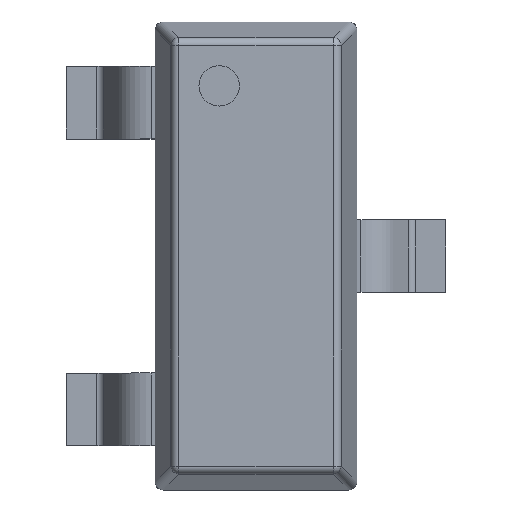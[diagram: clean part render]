
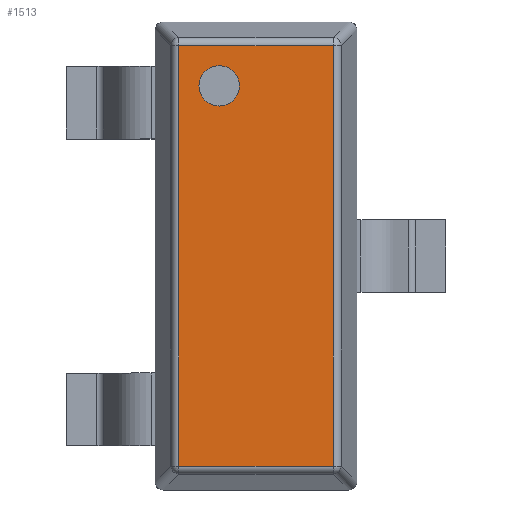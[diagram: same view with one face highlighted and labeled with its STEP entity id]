
A CAD part, top view. The second image highlights one B-rep face of the part: STEP entity #1513.
In plain terms, the highlighted planar face has unit normal (0, 0, 1).
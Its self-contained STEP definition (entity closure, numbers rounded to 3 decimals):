
#47=LINE('',#2302,#191);
#51=LINE('',#2315,#195);
#55=LINE('',#2324,#199);
#59=LINE('',#2330,#203);
#191=VECTOR('',#1845,2.606);
#195=VECTOR('',#1861,0.956);
#199=VECTOR('',#1871,2.606);
#203=VECTOR('',#1879,0.956);
#342=PLANE('',#1651);
#380=FACE_BOUND('',#506,.T.);
#418=FACE_OUTER_BOUND('',#505,.T.);
#505=EDGE_LOOP('',(#1124,#1125,#1126,#1127));
#506=EDGE_LOOP('',(#1128));
#556=CIRCLE('',#1566,0.125);
#606=VERTEX_POINT('',#2194);
#643=VERTEX_POINT('',#2280);
#646=VERTEX_POINT('',#2287);
#649=VERTEX_POINT('',#2294);
#652=VERTEX_POINT('',#2307);
#742=EDGE_CURVE('',#606,#606,#556,.T.);
#791=EDGE_CURVE('',#649,#643,#47,.T.);
#798=EDGE_CURVE('',#652,#649,#51,.T.);
#803=EDGE_CURVE('',#646,#652,#55,.T.);
#807=EDGE_CURVE('',#643,#646,#59,.T.);
#1124=ORIENTED_EDGE('',*,*,#791,.F.);
#1125=ORIENTED_EDGE('',*,*,#798,.F.);
#1126=ORIENTED_EDGE('',*,*,#803,.F.);
#1127=ORIENTED_EDGE('',*,*,#807,.F.);
#1128=ORIENTED_EDGE('',*,*,#742,.T.);
#1513=ADVANCED_FACE('',(#418,#380),#342,.T.);
#1566=AXIS2_PLACEMENT_3D('',#2195,#1730,#1731);
#1651=AXIS2_PLACEMENT_3D('',#2399,#1955,#1956);
#1730=DIRECTION('center_axis',(0.,0.,-1.));
#1731=DIRECTION('ref_axis',(1.,0.,0.));
#1845=DIRECTION('',(0.,1.,0.));
#1861=DIRECTION('',(-1.,0.,0.));
#1871=DIRECTION('',(0.,-1.,0.));
#1879=DIRECTION('',(1.,0.,0.));
#1955=DIRECTION('center_axis',(0.,0.,1.));
#1956=DIRECTION('ref_axis',(1.,0.,0.));
#2194=CARTESIAN_POINT('',(-0.353,1.053,1.));
#2195=CARTESIAN_POINT('Origin',(-0.228,1.053,1.));
#2280=CARTESIAN_POINT('',(-0.478,1.303,1.));
#2287=CARTESIAN_POINT('',(0.478,1.303,1.));
#2294=CARTESIAN_POINT('',(-0.478,-1.303,1.));
#2302=CARTESIAN_POINT('',(-0.478,0.,1.));
#2307=CARTESIAN_POINT('',(0.478,-1.303,1.));
#2315=CARTESIAN_POINT('',(-0.469,-1.303,1.));
#2324=CARTESIAN_POINT('',(0.478,0.,1.));
#2330=CARTESIAN_POINT('',(-0.469,1.303,1.));
#2399=CARTESIAN_POINT('Origin',(-0.625,0.,1.));
